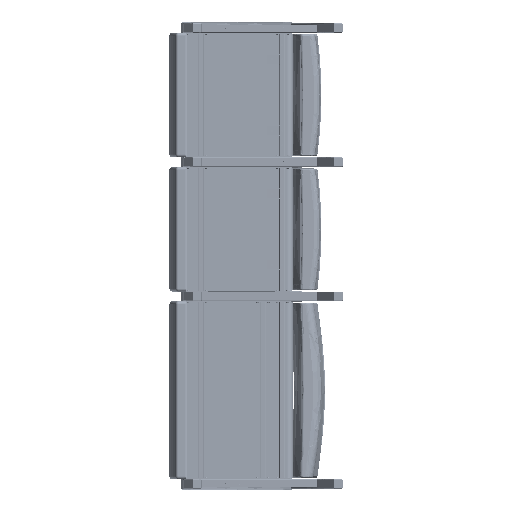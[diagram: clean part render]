
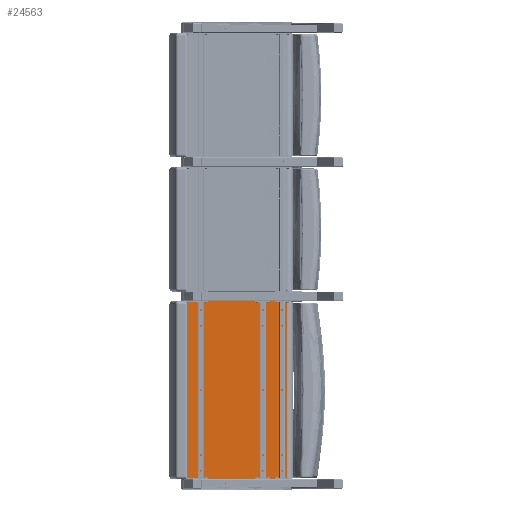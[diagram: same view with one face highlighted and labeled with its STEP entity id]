
A CAD part, front view. The second image highlights one B-rep face of the part: STEP entity #24563.
In plain terms, the highlighted planar face has unit normal (0, -1, 0).
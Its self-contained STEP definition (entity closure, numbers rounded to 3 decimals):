
#2745=PLANE('',#26345);
#4073=LINE('',#36355,#5168);
#4089=LINE('',#36489,#5184);
#4095=LINE('',#36576,#5190);
#4096=LINE('',#36578,#5191);
#5168=VECTOR('',#29278,16.874);
#5184=VECTOR('',#29354,16.874);
#5190=VECTOR('',#29416,29.932);
#5191=VECTOR('',#29419,29.932);
#6878=FACE_OUTER_BOUND('',#8521,.T.);
#8521=EDGE_LOOP('',(#17907,#17908,#17909,#17910));
#12162=VERTEX_POINT('',#36343);
#12163=VERTEX_POINT('',#36354);
#12187=VERTEX_POINT('',#36477);
#12188=VERTEX_POINT('',#36488);
#14407=EDGE_CURVE('',#12162,#12163,#4073,.T.);
#14446=EDGE_CURVE('',#12187,#12188,#4089,.T.);
#14471=EDGE_CURVE('',#12187,#12163,#4095,.T.);
#14472=EDGE_CURVE('',#12188,#12162,#4096,.T.);
#17907=ORIENTED_EDGE('',*,*,#14407,.F.);
#17908=ORIENTED_EDGE('',*,*,#14472,.F.);
#17909=ORIENTED_EDGE('',*,*,#14446,.F.);
#17910=ORIENTED_EDGE('',*,*,#14471,.T.);
#24563=ADVANCED_FACE('',(#6878),#2745,.T.);
#26345=AXIS2_PLACEMENT_3D('',#36577,#29417,#29418);
#29278=DIRECTION('',(1.,0.,0.));
#29354=DIRECTION('',(-1.,0.,0.));
#29416=DIRECTION('',(0.,0.,1.));
#29417=DIRECTION('center_axis',(0.,-1.,0.));
#29418=DIRECTION('ref_axis',(1.,0.,0.));
#29419=DIRECTION('',(0.,0.,1.));
#36343=CARTESIAN_POINT('',(-12.083,0.797,29.966));
#36354=CARTESIAN_POINT('',(4.791,0.797,29.966));
#36355=CARTESIAN_POINT('',(-9.146,0.797,29.966));
#36477=CARTESIAN_POINT('',(4.791,0.797,0.034));
#36488=CARTESIAN_POINT('',(-12.083,0.797,0.034));
#36489=CARTESIAN_POINT('',(-9.146,0.797,0.034));
#36576=CARTESIAN_POINT('',(4.791,0.797,0.));
#36577=CARTESIAN_POINT('Origin',(-12.083,0.797,0.));
#36578=CARTESIAN_POINT('',(-12.083,0.797,0.));
